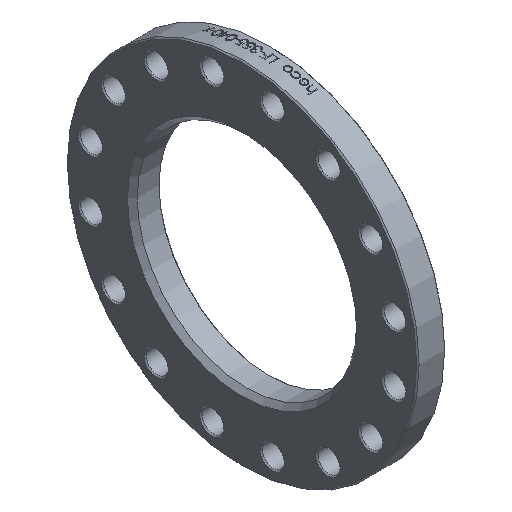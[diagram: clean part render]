
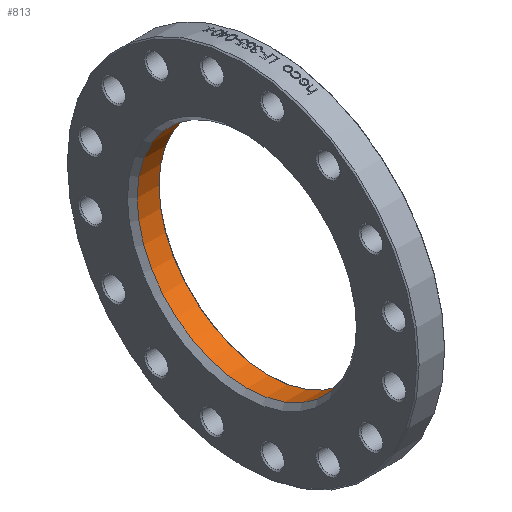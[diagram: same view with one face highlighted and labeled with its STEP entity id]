
A CAD part, isometric view. The second image highlights one B-rep face of the part: STEP entity #813.
In plain terms, the highlighted cylindrical face has radius 181 mm (diameter 362 mm), a full revolution.
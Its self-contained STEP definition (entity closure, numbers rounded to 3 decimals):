
#2 = CARTESIAN_POINT ( 'NONE',  ( 44., 0., 0. ) ) ;
#232 = DIRECTION ( 'NONE',  ( 0., 0., -1. ) ) ;
#323 = CARTESIAN_POINT ( 'NONE',  ( 8., 0., -181. ) ) ;
#415 = AXIS2_PLACEMENT_3D ( 'NONE', #6128, #3195, #232 ) ;
#571 = EDGE_LOOP ( 'NONE', ( #4516 ) ) ;
#748 = DIRECTION ( 'NONE',  ( 0., 0., 1. ) ) ;
#813 = ADVANCED_FACE ( 'NONE', ( #6588, #3658 ), #6014, .F. ) ;
#1076 = EDGE_CURVE ( 'NONE', #2619, #2619, #6119, .T. ) ;
#1528 = VERTEX_POINT ( 'NONE', #4476 ) ;
#1545 = ORIENTED_EDGE ( 'NONE', *, *, #1076, .T. ) ;
#2260 = EDGE_CURVE ( 'NONE', #1528, #1528, #6050, .T. ) ;
#2619 = VERTEX_POINT ( 'NONE', #323 ) ;
#2718 = AXIS2_PLACEMENT_3D ( 'NONE', #2, #3708, #748 ) ;
#2891 = CARTESIAN_POINT ( 'NONE',  ( 0., 0., 0. ) ) ;
#3195 = DIRECTION ( 'NONE',  ( -1., 0., 0. ) ) ;
#3306 = EDGE_LOOP ( 'NONE', ( #1545 ) ) ;
#3658 = FACE_OUTER_BOUND ( 'NONE', #571, .T. ) ;
#3708 = DIRECTION ( 'NONE',  ( 1., 0., 0. ) ) ;
#4476 = CARTESIAN_POINT ( 'NONE',  ( 44., 0., 181. ) ) ;
#4516 = ORIENTED_EDGE ( 'NONE', *, *, #2260, .T. ) ;
#5261 = DIRECTION ( 'NONE',  ( -1., 0., 0. ) ) ;
#6014 = CYLINDRICAL_SURFACE ( 'NONE', #6975, 181. ) ;
#6050 = CIRCLE ( 'NONE', #2718, 181. ) ;
#6119 = CIRCLE ( 'NONE', #415, 181. ) ;
#6128 = CARTESIAN_POINT ( 'NONE',  ( 8., 0., 0. ) ) ;
#6588 = FACE_OUTER_BOUND ( 'NONE', #3306, .T. ) ;
#6975 = AXIS2_PLACEMENT_3D ( 'NONE', #2891, #5261, #7607 ) ;
#7607 = DIRECTION ( 'NONE',  ( 0., 0., 1. ) ) ;
